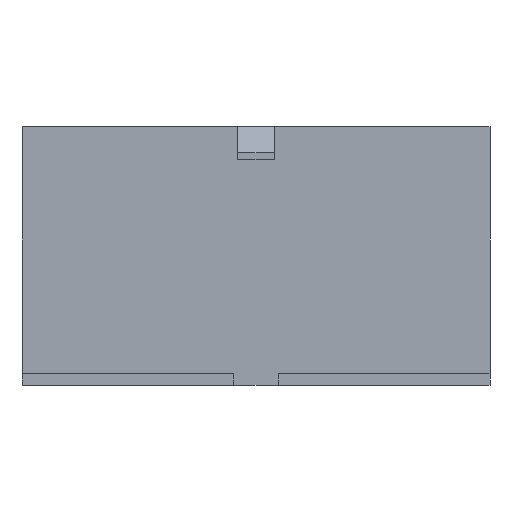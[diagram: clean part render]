
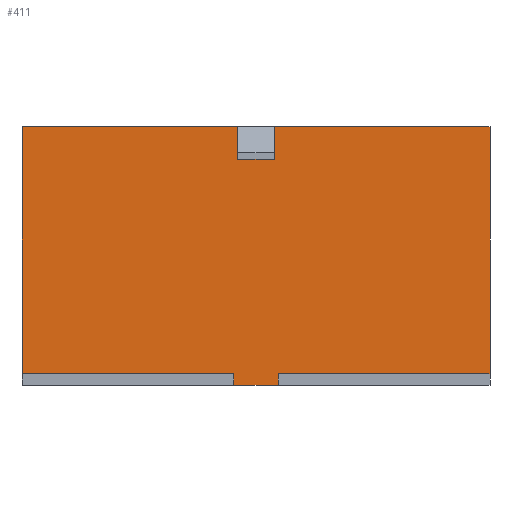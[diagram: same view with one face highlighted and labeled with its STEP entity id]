
A CAD part, front view. The second image highlights one B-rep face of the part: STEP entity #411.
In plain terms, the highlighted planar face has unit normal (0, -1, 0).
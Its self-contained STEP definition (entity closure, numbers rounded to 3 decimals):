
#45=CARTESIAN_POINT('',(17.889,-3.975,9.897));
#46=VERTEX_POINT('',#45);
#53=CARTESIAN_POINT('',(17.889,-3.975,-8.986));
#54=VERTEX_POINT('',#53);
#55=CARTESIAN_POINT('',(17.889,-3.975,9.897));
#56=DIRECTION('',(0.,0.,-1.));
#57=VECTOR('',#56,18.883);
#58=LINE('',#55,#57);
#59=EDGE_CURVE('',#46,#54,#58,.T.);
#117=CARTESIAN_POINT('',(-17.889,-3.975,-8.986));
#118=VERTEX_POINT('',#117);
#125=CARTESIAN_POINT('',(-17.889,-3.975,9.897));
#126=VERTEX_POINT('',#125);
#127=CARTESIAN_POINT('',(-17.889,-3.975,-8.986));
#128=DIRECTION('',(0.,0.,1.));
#129=VECTOR('',#128,18.883);
#130=LINE('',#127,#129);
#131=EDGE_CURVE('',#118,#126,#130,.T.);
#209=CARTESIAN_POINT('',(-1.719,-3.975,-8.986));
#210=VERTEX_POINT('',#209);
#217=CARTESIAN_POINT('',(-1.719,-3.975,-8.986));
#218=DIRECTION('',(-1.,0.,0.));
#219=VECTOR('',#218,16.171);
#220=LINE('',#217,#219);
#221=EDGE_CURVE('',#210,#118,#220,.T.);
#233=CARTESIAN_POINT('',(1.719,-3.975,-8.986));
#234=VERTEX_POINT('',#233);
#235=CARTESIAN_POINT('',(17.889,-3.975,-8.986));
#236=DIRECTION('',(-1.,0.,0.));
#237=VECTOR('',#236,16.171);
#238=LINE('',#235,#237);
#239=EDGE_CURVE('',#54,#234,#238,.T.);
#311=CARTESIAN_POINT('',(1.719,-3.975,-9.897));
#312=VERTEX_POINT('',#311);
#321=CARTESIAN_POINT('',(1.719,-3.975,-8.986));
#322=DIRECTION('',(0.,0.,-1.));
#323=VECTOR('',#322,0.911);
#324=LINE('',#321,#323);
#325=EDGE_CURVE('',#234,#312,#324,.T.);
#337=CARTESIAN_POINT('',(-1.719,-3.975,-9.897));
#338=VERTEX_POINT('',#337);
#345=CARTESIAN_POINT('',(-1.719,-3.975,-9.897));
#346=DIRECTION('',(0.,0.,1.));
#347=VECTOR('',#346,0.911);
#348=LINE('',#345,#347);
#349=EDGE_CURVE('',#338,#210,#348,.T.);
#354=CARTESIAN_POINT('',(0.,-3.975,-0.086));
#355=DIRECTION('',(1.,0.,0.));
#356=DIRECTION('',(0.,-1.,0.));
#357=AXIS2_PLACEMENT_3D('',#354,#356,#355);
#358=PLANE('',#357);
#359=ORIENTED_EDGE('',*,*,#239,.F.);
#360=ORIENTED_EDGE('',*,*,#59,.F.);
#361=CARTESIAN_POINT('',(1.408,-3.975,9.897));
#362=VERTEX_POINT('',#361);
#363=CARTESIAN_POINT('',(17.889,-3.975,9.897));
#364=DIRECTION('',(-1.,0.,0.));
#365=VECTOR('',#364,16.481);
#366=LINE('',#363,#365);
#367=EDGE_CURVE('',#46,#362,#366,.T.);
#368=ORIENTED_EDGE('',*,*,#367,.T.);
#369=CARTESIAN_POINT('',(1.408,-3.975,7.412));
#370=VERTEX_POINT('',#369);
#371=CARTESIAN_POINT('',(1.408,-3.975,9.897));
#372=DIRECTION('',(0.,0.,-1.));
#373=VECTOR('',#372,2.485);
#374=LINE('',#371,#373);
#375=EDGE_CURVE('',#362,#370,#374,.T.);
#376=ORIENTED_EDGE('',*,*,#375,.T.);
#377=CARTESIAN_POINT('',(-1.408,-3.975,7.412));
#378=VERTEX_POINT('',#377);
#379=CARTESIAN_POINT('',(1.408,-3.975,7.412));
#380=DIRECTION('',(-1.,0.,0.));
#381=VECTOR('',#380,2.816);
#382=LINE('',#379,#381);
#383=EDGE_CURVE('',#370,#378,#382,.T.);
#384=ORIENTED_EDGE('',*,*,#383,.T.);
#385=CARTESIAN_POINT('',(-1.408,-3.975,9.897));
#386=VERTEX_POINT('',#385);
#387=CARTESIAN_POINT('',(-1.408,-3.975,7.412));
#388=DIRECTION('',(0.,0.,1.));
#389=VECTOR('',#388,2.485);
#390=LINE('',#387,#389);
#391=EDGE_CURVE('',#378,#386,#390,.T.);
#392=ORIENTED_EDGE('',*,*,#391,.T.);
#393=CARTESIAN_POINT('',(-1.408,-3.975,9.897));
#394=DIRECTION('',(-1.,0.,0.));
#395=VECTOR('',#394,16.481);
#396=LINE('',#393,#395);
#397=EDGE_CURVE('',#386,#126,#396,.T.);
#398=ORIENTED_EDGE('',*,*,#397,.T.);
#399=ORIENTED_EDGE('',*,*,#131,.F.);
#400=ORIENTED_EDGE('',*,*,#221,.F.);
#401=ORIENTED_EDGE('',*,*,#349,.F.);
#402=CARTESIAN_POINT('',(-1.719,-3.975,-9.897));
#403=DIRECTION('',(1.,0.,0.));
#404=VECTOR('',#403,3.437);
#405=LINE('',#402,#404);
#406=EDGE_CURVE('',#338,#312,#405,.T.);
#407=ORIENTED_EDGE('',*,*,#406,.T.);
#408=ORIENTED_EDGE('',*,*,#325,.F.);
#409=EDGE_LOOP('',(#359,#360,#368,#376,#384,#392,#398,#399,#400,#401,#407,#408));
#410=FACE_OUTER_BOUND('',#409,.T.);
#411=ADVANCED_FACE('',(#410),#358,.T.);
